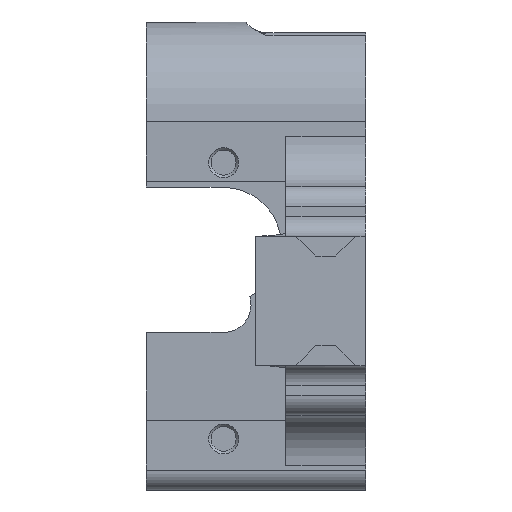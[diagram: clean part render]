
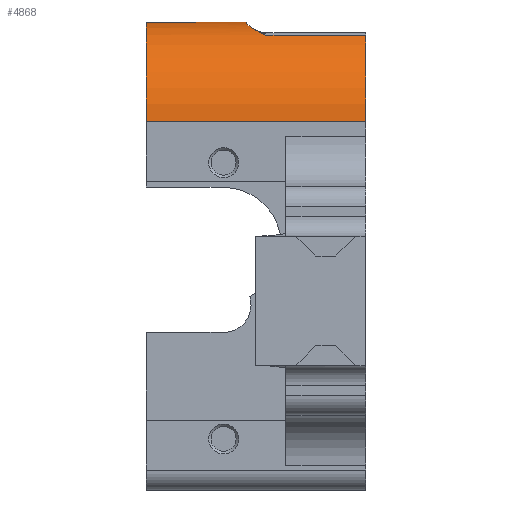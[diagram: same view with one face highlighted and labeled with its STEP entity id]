
A CAD part, front view. The second image highlights one B-rep face of the part: STEP entity #4868.
In plain terms, the highlighted cylindrical face has radius 10 mm (diameter 20 mm), a partial arc.
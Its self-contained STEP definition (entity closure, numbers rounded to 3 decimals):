
#23=B_SPLINE_CURVE_WITH_KNOTS('',3,(#7049,#7050,#7051,#7052,#7053,#7054,
#7055,#7056,#7057,#7058),.UNSPECIFIED.,.F.,.F.,(4,2,2,2,4),(-0.285,
-0.247,-0.172,0.,0.001),
 .UNSPECIFIED.);
#39=CYLINDRICAL_SURFACE('',#5166,10.);
#52=CIRCLE('',#5065,10.);
#59=CIRCLE('',#5085,10.);
#75=CIRCLE('',#5143,10.);
#237=FACE_OUTER_BOUND('',#480,.T.);
#480=EDGE_LOOP('',(#3960,#3961,#3962,#3963,#3964,#3965,#3966));
#821=LINE('',#7033,#1484);
#824=LINE('',#7041,#1487);
#992=LINE('',#7448,#1655);
#1484=VECTOR('',#5707,10.);
#1487=VECTOR('',#5714,10.);
#1655=VECTOR('',#6060,10.);
#2070=VERTEX_POINT('',#7016);
#2072=VERTEX_POINT('',#7019);
#2075=VERTEX_POINT('',#7030);
#2076=VERTEX_POINT('',#7032);
#2078=VERTEX_POINT('',#7038);
#2108=VERTEX_POINT('',#7124);
#2201=VERTEX_POINT('',#7396);
#2626=EDGE_CURVE('',#2072,#2070,#52,.T.);
#2633=EDGE_CURVE('',#2075,#2076,#821,.T.);
#2637=EDGE_CURVE('',#2070,#2078,#824,.T.);
#2642=EDGE_CURVE('',#2072,#2075,#23,.T.);
#2674=EDGE_CURVE('',#2078,#2108,#59,.T.);
#2810=EDGE_CURVE('',#2201,#2076,#75,.T.);
#2836=EDGE_CURVE('',#2108,#2201,#992,.T.);
#3960=ORIENTED_EDGE('',*,*,#2674,.T.);
#3961=ORIENTED_EDGE('',*,*,#2836,.T.);
#3962=ORIENTED_EDGE('',*,*,#2810,.T.);
#3963=ORIENTED_EDGE('',*,*,#2633,.F.);
#3964=ORIENTED_EDGE('',*,*,#2642,.F.);
#3965=ORIENTED_EDGE('',*,*,#2626,.T.);
#3966=ORIENTED_EDGE('',*,*,#2637,.T.);
#4868=ADVANCED_FACE('',(#237),#39,.T.);
#5065=AXIS2_PLACEMENT_3D('',#7020,#5692,#5693);
#5085=AXIS2_PLACEMENT_3D('',#7126,#5772,#5773);
#5143=AXIS2_PLACEMENT_3D('',#7397,#6008,#6009);
#5166=AXIS2_PLACEMENT_3D('',#7457,#6073,#6074);
#5692=DIRECTION('center_axis',(-1.,0.,0.));
#5693=DIRECTION('ref_axis',(0.,-0.707,0.707));
#5707=DIRECTION('',(1.,0.,0.));
#5714=DIRECTION('',(-1.,0.,0.));
#5772=DIRECTION('center_axis',(1.,0.,0.));
#5773=DIRECTION('ref_axis',(0.,-0.707,0.707));
#6008=DIRECTION('center_axis',(-1.,0.,0.));
#6009=DIRECTION('ref_axis',(0.,-0.707,0.707));
#6060=DIRECTION('',(1.,0.,0.));
#6073=DIRECTION('center_axis',(-1.,0.,0.));
#6074=DIRECTION('ref_axis',(0.,-0.707,0.707));
#7016=CARTESIAN_POINT('',(0.736,131.791,35.5));
#7019=CARTESIAN_POINT('',(0.736,130.457,35.411));
#7020=CARTESIAN_POINT('Origin',(0.736,131.791,25.5));
#7030=CARTESIAN_POINT('',(2.736,126.791,34.16));
#7032=CARTESIAN_POINT('',(12.736,126.791,34.16));
#7033=CARTESIAN_POINT('',(12.736,126.791,34.16));
#7038=CARTESIAN_POINT('',(-9.264,131.791,35.5));
#7041=CARTESIAN_POINT('',(12.736,131.791,35.5));
#7049=CARTESIAN_POINT('Ctrl Pts',(0.736,130.457,35.411));
#7050=CARTESIAN_POINT('Ctrl Pts',(0.736,130.187,35.374));
#7051=CARTESIAN_POINT('Ctrl Pts',(0.768,129.918,35.327));
#7052=CARTESIAN_POINT('Ctrl Pts',(0.949,129.135,35.156));
#7053=CARTESIAN_POINT('Ctrl Pts',(1.163,128.713,35.02));
#7054=CARTESIAN_POINT('Ctrl Pts',(1.777,127.714,34.661));
#7055=CARTESIAN_POINT('Ctrl Pts',(2.35,127.165,34.376));
#7056=CARTESIAN_POINT('Ctrl Pts',(2.733,126.794,34.162));
#7057=CARTESIAN_POINT('Ctrl Pts',(2.734,126.793,34.161));
#7058=CARTESIAN_POINT('Ctrl Pts',(2.736,126.791,34.16));
#7124=CARTESIAN_POINT('',(-9.264,121.791,25.5));
#7126=CARTESIAN_POINT('Origin',(-9.264,131.791,25.5));
#7396=CARTESIAN_POINT('',(12.736,121.791,25.5));
#7397=CARTESIAN_POINT('Origin',(12.736,131.791,25.5));
#7448=CARTESIAN_POINT('',(12.736,121.791,25.5));
#7457=CARTESIAN_POINT('Origin',(12.736,131.791,25.5));
